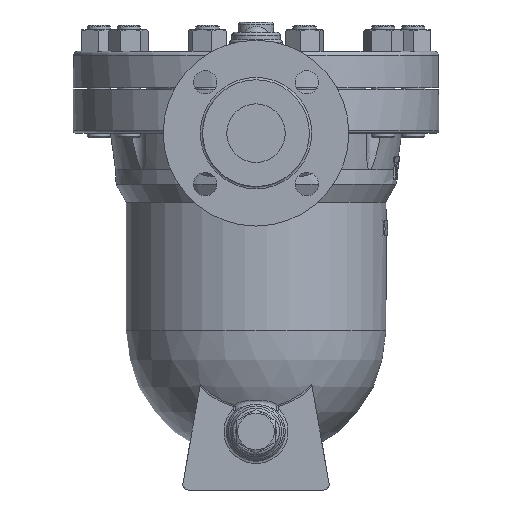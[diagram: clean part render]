
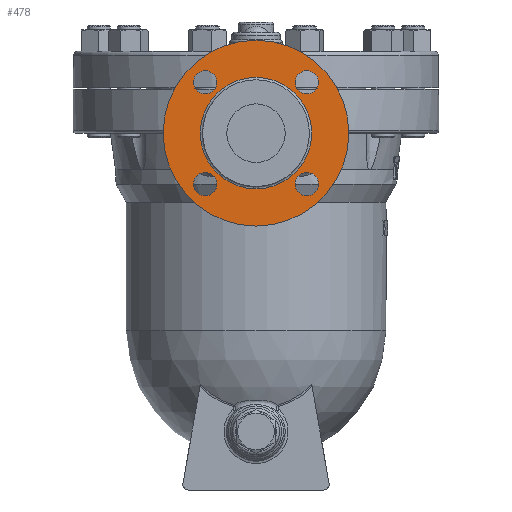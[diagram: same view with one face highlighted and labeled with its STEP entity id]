
A CAD part, left-side view. The second image highlights one B-rep face of the part: STEP entity #478.
In plain terms, the highlighted free-form (B-spline) face has degree [1, 1] with [2, 2] control points.
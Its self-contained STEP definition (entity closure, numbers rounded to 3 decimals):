
#186=CARTESIAN_POINT('',(-193.9,0.0,33.5));
#187=VERTEX_POINT('',#186);
#188=CARTESIAN_POINT('',(-193.9,0.0,-30.));
#189=DIRECTION('',(-1.0,0.0,0.0));
#190=DIRECTION('',(0.0,0.0,1.0));
#191=AXIS2_PLACEMENT_3D('',#188,#189,#190);
#192=CIRCLE('',#191,63.5);
#193=EDGE_CURVE('',#187,#187,#192,.T.);
#400=CARTESIAN_POINT('',(-193.9,0.0,8.1));
#401=VERTEX_POINT('',#400);
#402=CARTESIAN_POINT('',(-193.9,0.0,-30.));
#403=DIRECTION('',(-1.0,0.0,0.0));
#404=DIRECTION('',(0.0,0.0,-1.0));
#405=AXIS2_PLACEMENT_3D('',#402,#403,#404);
#406=CIRCLE('',#405,38.1);
#407=EDGE_CURVE('',#401,#401,#406,.T.);
#423=CARTESIAN_POINT('',(-193.9,63.5,33.5));
#424=CARTESIAN_POINT('',(-193.9,63.5,-93.5));
#425=CARTESIAN_POINT('',(-193.9,-63.5,33.5));
#426=CARTESIAN_POINT('',(-193.9,-63.5,-93.5));
#427=B_SPLINE_SURFACE_WITH_KNOTS('',1,1,((#423,#425),(#424,#426)),.UNSPECIFIED.,.F.,.F.,.U.,(2,2),(2,2),(0.0,127.0),(0.0,127.0),.UNSPECIFIED.);
#428=ORIENTED_EDGE('',*,*,#193,.T.);
#429=EDGE_LOOP('',(#428));
#430=FACE_OUTER_BOUND('',#429,.T.);
#431=CARTESIAN_POINT('',(-193.9,34.79,-3.21));
#432=VERTEX_POINT('',#431);
#433=CARTESIAN_POINT('',(-193.9,34.79,4.79));
#434=DIRECTION('',(1.0,0.0,0.0));
#435=DIRECTION('',(0.0,0.0,-1.0));
#436=AXIS2_PLACEMENT_3D('',#433,#434,#435);
#437=CIRCLE('',#436,8.0);
#438=EDGE_CURVE('',#432,#432,#437,.T.);
#439=ORIENTED_EDGE('',*,*,#438,.T.);
#440=EDGE_LOOP('',(#439));
#441=FACE_BOUND('',#440,.T.);
#442=CARTESIAN_POINT('',(-193.9,26.79,-64.79));
#443=VERTEX_POINT('',#442);
#444=CARTESIAN_POINT('',(-193.9,34.79,-64.79));
#445=DIRECTION('',(1.0,0.0,0.0));
#446=DIRECTION('',(0.0,-1.0,0.0));
#447=AXIS2_PLACEMENT_3D('',#444,#445,#446);
#448=CIRCLE('',#447,8.0);
#449=EDGE_CURVE('',#443,#443,#448,.T.);
#450=ORIENTED_EDGE('',*,*,#449,.T.);
#451=EDGE_LOOP('',(#450));
#452=FACE_BOUND('',#451,.T.);
#453=CARTESIAN_POINT('',(-193.9,-34.79,-56.79));
#454=VERTEX_POINT('',#453);
#455=CARTESIAN_POINT('',(-193.9,-34.79,-64.79));
#456=DIRECTION('',(1.0,0.0,0.0));
#457=DIRECTION('',(0.0,0.0,1.0));
#458=AXIS2_PLACEMENT_3D('',#455,#456,#457);
#459=CIRCLE('',#458,8.0);
#460=EDGE_CURVE('',#454,#454,#459,.T.);
#461=ORIENTED_EDGE('',*,*,#460,.T.);
#462=EDGE_LOOP('',(#461));
#463=FACE_BOUND('',#462,.T.);
#464=CARTESIAN_POINT('',(-193.9,-26.79,4.79));
#465=VERTEX_POINT('',#464);
#466=CARTESIAN_POINT('',(-193.9,-34.79,4.79));
#467=DIRECTION('',(1.0,0.0,0.0));
#468=DIRECTION('',(0.0,1.0,0.0));
#469=AXIS2_PLACEMENT_3D('',#466,#467,#468);
#470=CIRCLE('',#469,8.0);
#471=EDGE_CURVE('',#465,#465,#470,.T.);
#472=ORIENTED_EDGE('',*,*,#471,.T.);
#473=EDGE_LOOP('',(#472));
#474=FACE_BOUND('',#473,.T.);
#475=ORIENTED_EDGE('',*,*,#407,.F.);
#476=EDGE_LOOP('',(#475));
#477=FACE_BOUND('',#476,.T.);
#478=ADVANCED_FACE('',(#430,#441,#452,#463,#474,#477),#427,.T.);
